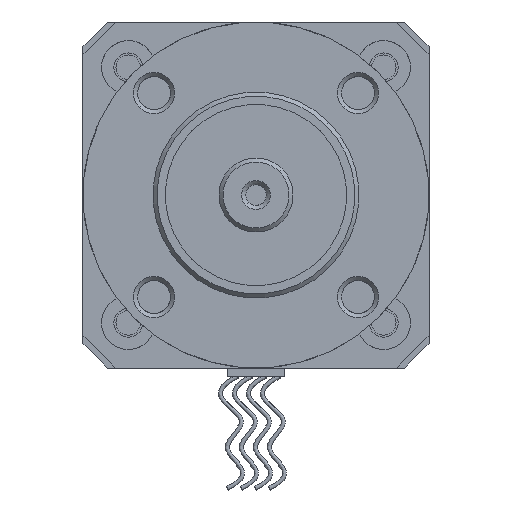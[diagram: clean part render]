
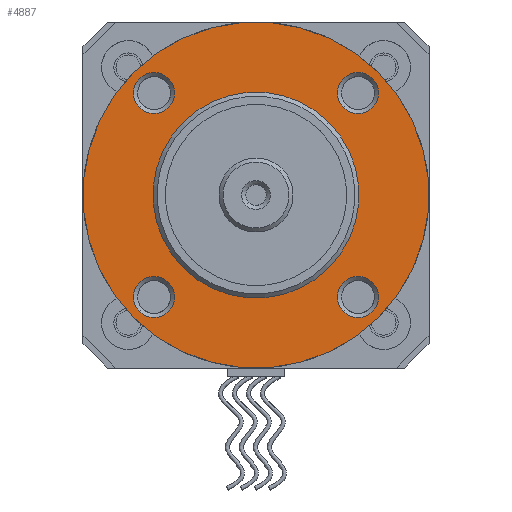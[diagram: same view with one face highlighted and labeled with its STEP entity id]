
A CAD part, left-side view. The second image highlights one B-rep face of the part: STEP entity #4887.
In plain terms, the highlighted face is planar.
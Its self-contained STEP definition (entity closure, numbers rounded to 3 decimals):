
#112 = DIRECTION ( 'NONE',  ( 1., 0., 0. ) ) ;
#169 = CARTESIAN_POINT ( 'NONE',  ( -12.5, 0., 11. ) ) ;
#227 = AXIS2_PLACEMENT_3D ( 'NONE', #5617, #3643, #19774 ) ;
#243 = CIRCLE ( 'NONE', #227, 2.5 ) ;
#335 = CARTESIAN_POINT ( 'NONE',  ( 0., 0., 11. ) ) ;
#441 = EDGE_CURVE ( 'NONE', #6485, #5441, #9595, .T. ) ;
#521 = CARTESIAN_POINT ( 'NONE',  ( -2.5, 17.5, 11. ) ) ;
#670 = AXIS2_PLACEMENT_3D ( 'NONE', #335, #14322, #112 ) ;
#996 = DIRECTION ( 'NONE',  ( 1., 0., 0. ) ) ;
#1164 = DIRECTION ( 'NONE',  ( 1., 0., 0. ) ) ;
#1434 = VERTEX_POINT ( 'NONE', #8425 ) ;
#1624 = EDGE_LOOP ( 'NONE', ( #21468, #21307 ) ) ;
#1922 = EDGE_CURVE ( 'NONE', #22643, #18168, #17010, .T. ) ;
#1983 = DIRECTION ( 'NONE',  ( 1., 0., 0. ) ) ;
#2383 = DIRECTION ( 'NONE',  ( 0., 0., -1. ) ) ;
#2781 = EDGE_CURVE ( 'NONE', #15246, #17972, #7748, .T. ) ;
#3228 = EDGE_CURVE ( 'NONE', #21683, #1434, #243, .T. ) ;
#3500 = DIRECTION ( 'NONE',  ( 1., 0., 0. ) ) ;
#3643 = DIRECTION ( 'NONE',  ( 0., 0., -1. ) ) ;
#3867 = CARTESIAN_POINT ( 'NONE',  ( -17.5, 0., 11. ) ) ;
#3933 = DIRECTION ( 'NONE',  ( 0., 0., 1. ) ) ;
#4635 = CARTESIAN_POINT ( 'NONE',  ( 17.5, 0., 11. ) ) ;
#4848 = ORIENTED_EDGE ( 'NONE', *, *, #2781, .T. ) ;
#4887 = ADVANCED_FACE ( 'NONE', ( #21425, #12542, #19416, #7110, #19639, #9192 ), #21535, .T. ) ;
#4899 = AXIS2_PLACEMENT_3D ( 'NONE', #14196, #12084, #10342 ) ;
#4983 = AXIS2_PLACEMENT_3D ( 'NONE', #21305, #7556, #3500 ) ;
#5441 = VERTEX_POINT ( 'NONE', #19645 ) ;
#5617 = CARTESIAN_POINT ( 'NONE',  ( 0., -17.5, 11. ) ) ;
#5691 = EDGE_LOOP ( 'NONE', ( #21911, #17820 ) ) ;
#5862 = VERTEX_POINT ( 'NONE', #521 ) ;
#6101 = EDGE_CURVE ( 'NONE', #8748, #5862, #18310, .T. ) ;
#6178 = CARTESIAN_POINT ( 'NONE',  ( 17.5, 0., 11. ) ) ;
#6326 = ORIENTED_EDGE ( 'NONE', *, *, #441, .T. ) ;
#6407 = EDGE_CURVE ( 'NONE', #13826, #9642, #7924, .T. ) ;
#6485 = VERTEX_POINT ( 'NONE', #9680 ) ;
#6945 = EDGE_LOOP ( 'NONE', ( #9403, #10751 ) ) ;
#7110 = FACE_BOUND ( 'NONE', #6945, .T. ) ;
#7342 = EDGE_LOOP ( 'NONE', ( #4848, #17363 ) ) ;
#7556 = DIRECTION ( 'NONE',  ( 0., 0., 1. ) ) ;
#7679 = EDGE_CURVE ( 'NONE', #5862, #8748, #14524, .T. ) ;
#7748 = CIRCLE ( 'NONE', #670, 21. ) ;
#7887 = CIRCLE ( 'NONE', #9722, 2.5 ) ;
#7903 = CIRCLE ( 'NONE', #10117, 2.5 ) ;
#7924 = CIRCLE ( 'NONE', #17582, 2.5 ) ;
#8116 = CARTESIAN_POINT ( 'NONE',  ( -21., 0., 11. ) ) ;
#8425 = CARTESIAN_POINT ( 'NONE',  ( 2.5, -17.5, 11. ) ) ;
#8557 = DIRECTION ( 'NONE',  ( 0., 0., -1. ) ) ;
#8748 = VERTEX_POINT ( 'NONE', #18288 ) ;
#8846 = ORIENTED_EDGE ( 'NONE', *, *, #14433, .T. ) ;
#9192 = FACE_OUTER_BOUND ( 'NONE', #7342, .T. ) ;
#9341 = DIRECTION ( 'NONE',  ( 1., 0., 0. ) ) ;
#9403 = ORIENTED_EDGE ( 'NONE', *, *, #6407, .T. ) ;
#9595 = CIRCLE ( 'NONE', #11073, 2.5 ) ;
#9642 = VERTEX_POINT ( 'NONE', #12322 ) ;
#9680 = CARTESIAN_POINT ( 'NONE',  ( 20., 0., 11. ) ) ;
#9722 = AXIS2_PLACEMENT_3D ( 'NONE', #3867, #16626, #1983 ) ;
#9787 = AXIS2_PLACEMENT_3D ( 'NONE', #10405, #15322, #996 ) ;
#10117 = AXIS2_PLACEMENT_3D ( 'NONE', #6178, #13586, #22340 ) ;
#10342 = DIRECTION ( 'NONE',  ( 1., 0., 0. ) ) ;
#10405 = CARTESIAN_POINT ( 'NONE',  ( 0., 0., 11. ) ) ;
#10551 = CARTESIAN_POINT ( 'NONE',  ( 0., 17.5, 11. ) ) ;
#10751 = ORIENTED_EDGE ( 'NONE', *, *, #14245, .T. ) ;
#11073 = AXIS2_PLACEMENT_3D ( 'NONE', #4635, #15312, #11685 ) ;
#11085 = CARTESIAN_POINT ( 'NONE',  ( -17.5, 0., 11. ) ) ;
#11342 = CARTESIAN_POINT ( 'NONE',  ( -2.5, -17.5, 11. ) ) ;
#11685 = DIRECTION ( 'NONE',  ( 1., 0., 0. ) ) ;
#11740 = DIRECTION ( 'NONE',  ( 0., 0., 1. ) ) ;
#12084 = DIRECTION ( 'NONE',  ( 0., 0., -1. ) ) ;
#12322 = CARTESIAN_POINT ( 'NONE',  ( -20., 0., 11. ) ) ;
#12542 = FACE_BOUND ( 'NONE', #5691, .T. ) ;
#13172 = CARTESIAN_POINT ( 'NONE',  ( 21., 0., 11. ) ) ;
#13184 = EDGE_CURVE ( 'NONE', #1434, #21683, #21249, .T. ) ;
#13586 = DIRECTION ( 'NONE',  ( 0., 0., -1. ) ) ;
#13826 = VERTEX_POINT ( 'NONE', #21511 ) ;
#14015 = DIRECTION ( 'NONE',  ( 1., 0., 0. ) ) ;
#14196 = CARTESIAN_POINT ( 'NONE',  ( 0., -17.5, 11. ) ) ;
#14245 = EDGE_CURVE ( 'NONE', #9642, #13826, #7887, .T. ) ;
#14253 = CARTESIAN_POINT ( 'NONE',  ( 0., 17.5, 11. ) ) ;
#14322 = DIRECTION ( 'NONE',  ( 0., 0., 1. ) ) ;
#14433 = EDGE_CURVE ( 'NONE', #5441, #6485, #7903, .T. ) ;
#14524 = CIRCLE ( 'NONE', #22350, 2.5 ) ;
#15246 = VERTEX_POINT ( 'NONE', #8116 ) ;
#15249 = CARTESIAN_POINT ( 'NONE',  ( 0., 0., 11. ) ) ;
#15312 = DIRECTION ( 'NONE',  ( 0., 0., -1. ) ) ;
#15322 = DIRECTION ( 'NONE',  ( 0., 0., 1. ) ) ;
#15384 = ORIENTED_EDGE ( 'NONE', *, *, #7679, .T. ) ;
#16626 = DIRECTION ( 'NONE',  ( 0., 0., -1. ) ) ;
#16827 = AXIS2_PLACEMENT_3D ( 'NONE', #19836, #3933, #19948 ) ;
#17010 = CIRCLE ( 'NONE', #20738, 12.5 ) ;
#17320 = EDGE_CURVE ( 'NONE', #17972, #15246, #21693, .T. ) ;
#17363 = ORIENTED_EDGE ( 'NONE', *, *, #17320, .T. ) ;
#17582 = AXIS2_PLACEMENT_3D ( 'NONE', #11085, #2383, #9341 ) ;
#17765 = DIRECTION ( 'NONE',  ( 0., 0., -1. ) ) ;
#17820 = ORIENTED_EDGE ( 'NONE', *, *, #3228, .T. ) ;
#17972 = VERTEX_POINT ( 'NONE', #13172 ) ;
#18168 = VERTEX_POINT ( 'NONE', #22698 ) ;
#18288 = CARTESIAN_POINT ( 'NONE',  ( 2.5, 17.5, 11. ) ) ;
#18310 = CIRCLE ( 'NONE', #19422, 2.5 ) ;
#19356 = EDGE_CURVE ( 'NONE', #18168, #22643, #22839, .T. ) ;
#19416 = FACE_BOUND ( 'NONE', #21403, .T. ) ;
#19422 = AXIS2_PLACEMENT_3D ( 'NONE', #14253, #8557, #14015 ) ;
#19639 = FACE_BOUND ( 'NONE', #22603, .T. ) ;
#19645 = CARTESIAN_POINT ( 'NONE',  ( 15., 0., 11. ) ) ;
#19735 = DIRECTION ( 'NONE',  ( 1., 0., 0. ) ) ;
#19774 = DIRECTION ( 'NONE',  ( 1., 0., 0. ) ) ;
#19836 = CARTESIAN_POINT ( 'NONE',  ( 0., 0., 11. ) ) ;
#19948 = DIRECTION ( 'NONE',  ( 1., 0., 0. ) ) ;
#20738 = AXIS2_PLACEMENT_3D ( 'NONE', #15249, #11740, #1164 ) ;
#21249 = CIRCLE ( 'NONE', #4899, 2.5 ) ;
#21305 = CARTESIAN_POINT ( 'NONE',  ( 0., 0., 11. ) ) ;
#21307 = ORIENTED_EDGE ( 'NONE', *, *, #19356, .F. ) ;
#21403 = EDGE_LOOP ( 'NONE', ( #6326, #8846 ) ) ;
#21425 = FACE_BOUND ( 'NONE', #1624, .T. ) ;
#21468 = ORIENTED_EDGE ( 'NONE', *, *, #1922, .F. ) ;
#21511 = CARTESIAN_POINT ( 'NONE',  ( -15., 0., 11. ) ) ;
#21535 = PLANE ( 'NONE',  #4983 ) ;
#21571 = ORIENTED_EDGE ( 'NONE', *, *, #6101, .T. ) ;
#21683 = VERTEX_POINT ( 'NONE', #11342 ) ;
#21693 = CIRCLE ( 'NONE', #16827, 21. ) ;
#21911 = ORIENTED_EDGE ( 'NONE', *, *, #13184, .T. ) ;
#22340 = DIRECTION ( 'NONE',  ( 1., 0., 0. ) ) ;
#22350 = AXIS2_PLACEMENT_3D ( 'NONE', #10551, #17765, #19735 ) ;
#22603 = EDGE_LOOP ( 'NONE', ( #21571, #15384 ) ) ;
#22643 = VERTEX_POINT ( 'NONE', #169 ) ;
#22698 = CARTESIAN_POINT ( 'NONE',  ( 12.5, 0., 11. ) ) ;
#22839 = CIRCLE ( 'NONE', #9787, 12.5 ) ;
